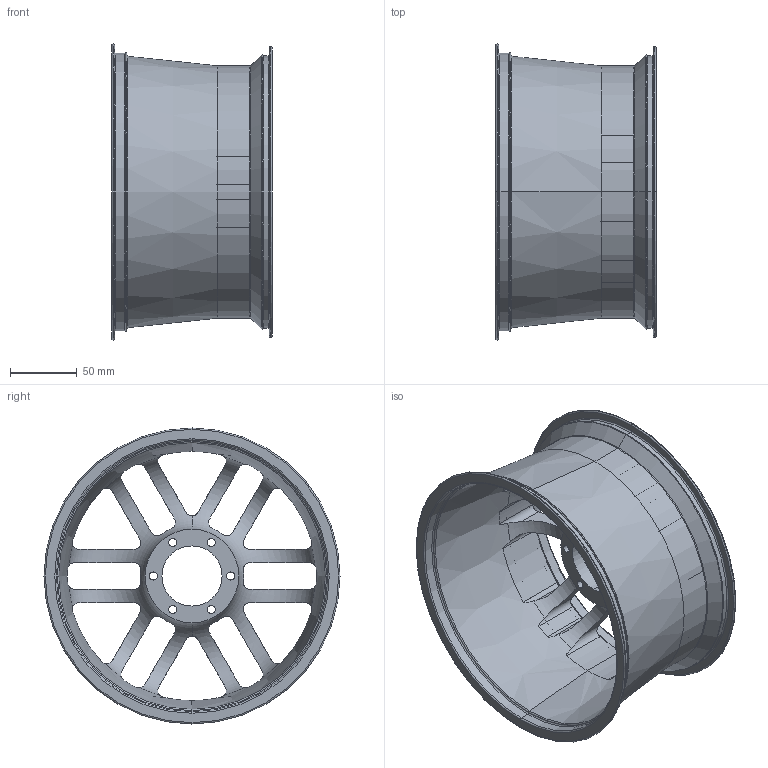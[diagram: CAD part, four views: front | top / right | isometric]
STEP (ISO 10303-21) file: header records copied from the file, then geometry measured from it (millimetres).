
FILE_DESCRIPTION (( 'STEP AP214' ), '1' );
FILE_NAME ('nouvelle jante large.STEP', '2022-12-07T20:18:41', ( '' ), ( '' ), 'SwSTEP 2.0', 'SolidWorks 2022', '' );
FILE_SCHEMA (( 'AUTOMOTIVE_DESIGN' ));
Length unit declared in the file: millimetre
Products named in the file (1): nouvelle jante large
Bounding box: 120 x 221.79 x 221.79 mm (x, y, z)
Volume: 284926.1 mm3; surface area: 213293.9 mm2
Topology: 1 solids, 1 shells, 217 faces, 646 edges, 411 vertices
Faces by surface type: cylinder 108, torus 59, plane 36, cone 14
Entity records: 10536 total; most frequent: CARTESIAN_POINT 4918, ORIENTED_EDGE 1292, DIRECTION 1072, EDGE_CURVE 646, AXIS2_PLACEMENT_3D 463, VERTEX_POINT 411, B_SPLINE_CURVE_WITH_KNOTS 255, CIRCLE 245
